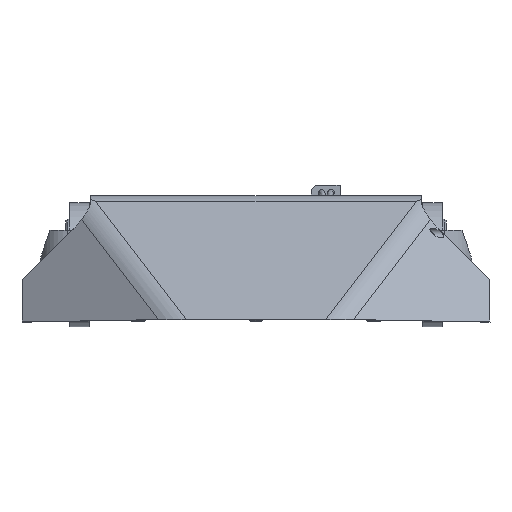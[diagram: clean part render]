
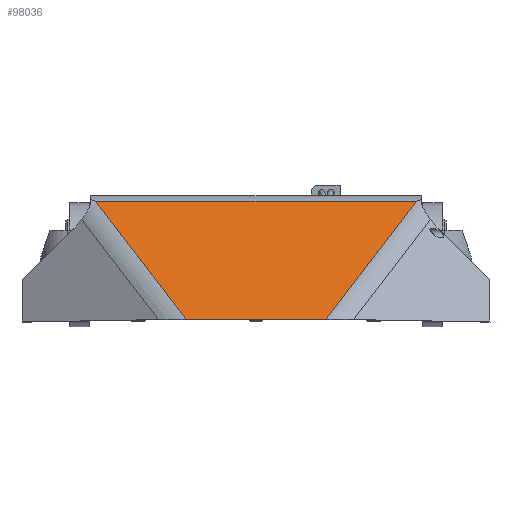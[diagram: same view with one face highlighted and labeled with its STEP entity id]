
A CAD part, top view. The second image highlights one B-rep face of the part: STEP entity #98036.
In plain terms, the highlighted face is planar.
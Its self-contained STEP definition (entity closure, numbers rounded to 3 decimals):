
#3480 = VECTOR ( 'NONE', #152734, 1000. ) ;
#3751 = EDGE_LOOP ( 'NONE', ( #168679, #8091, #67469, #22056 ) ) ;
#8091 = ORIENTED_EDGE ( 'NONE', *, *, #150557, .T. ) ;
#13020 = EDGE_CURVE ( 'NONE', #108154, #86783, #87903, .T. ) ;
#14420 = AXIS2_PLACEMENT_3D ( 'NONE', #22207, #164827, #122837 ) ;
#17087 = CARTESIAN_POINT ( 'NONE',  ( 60., -50., 12. ) ) ;
#22056 = ORIENTED_EDGE ( 'NONE', *, *, #13020, .F. ) ;
#22207 = CARTESIAN_POINT ( 'NONE',  ( 60., 0., 12. ) ) ;
#31871 = CARTESIAN_POINT ( 'NONE',  ( -58.183, 26.847, 12. ) ) ;
#35247 = LINE ( 'NONE', #36141, #87511 ) ;
#36141 = CARTESIAN_POINT ( 'NONE',  ( 60., 26.847, 12. ) ) ;
#40488 = LINE ( 'NONE', #125285, #72324 ) ;
#43044 = EDGE_CURVE ( 'NONE', #86783, #163548, #40488, .T. ) ;
#46461 = VERTEX_POINT ( 'NONE', #115306 ) ;
#60267 = VECTOR ( 'NONE', #73952, 1000. ) ;
#67469 = ORIENTED_EDGE ( 'NONE', *, *, #43044, .F. ) ;
#72324 = VECTOR ( 'NONE', #169085, 1000. ) ;
#73952 = DIRECTION ( 'NONE',  ( -1., 0., 0. ) ) ;
#86783 = VERTEX_POINT ( 'NONE', #158250 ) ;
#87511 = VECTOR ( 'NONE', #148918, 1000. ) ;
#87903 = LINE ( 'NONE', #17087, #60267 ) ;
#93009 = PLANE ( 'NONE',  #14420 ) ;
#98036 = ADVANCED_FACE ( 'NONE', ( #107905 ), #93009, .F. ) ;
#107905 = FACE_OUTER_BOUND ( 'NONE', #3751, .T. ) ;
#108154 = VERTEX_POINT ( 'NONE', #183561 ) ;
#109840 = LINE ( 'NONE', #151828, #3480 ) ;
#115306 = CARTESIAN_POINT ( 'NONE',  ( 58.183, 26.847, 12. ) ) ;
#118542 = EDGE_CURVE ( 'NONE', #108154, #46461, #109840, .T. ) ;
#122837 = DIRECTION ( 'NONE',  ( 0., 1., 0. ) ) ;
#125285 = CARTESIAN_POINT ( 'NONE',  ( -48.744, 4.824, 12. ) ) ;
#148918 = DIRECTION ( 'NONE',  ( -1., 0., 0. ) ) ;
#150557 = EDGE_CURVE ( 'NONE', #46461, #163548, #35247, .T. ) ;
#151828 = CARTESIAN_POINT ( 'NONE',  ( 48.744, 4.824, 12. ) ) ;
#152734 = DIRECTION ( 'NONE',  ( 0.394, 0.919, 0. ) ) ;
#158250 = CARTESIAN_POINT ( 'NONE',  ( -25.248, -50., 12. ) ) ;
#163548 = VERTEX_POINT ( 'NONE', #31871 ) ;
#164827 = DIRECTION ( 'NONE',  ( 0., 0., -1. ) ) ;
#168679 = ORIENTED_EDGE ( 'NONE', *, *, #118542, .T. ) ;
#169085 = DIRECTION ( 'NONE',  ( -0.394, 0.919, 0. ) ) ;
#183561 = CARTESIAN_POINT ( 'NONE',  ( 25.248, -50., 12. ) ) ;
